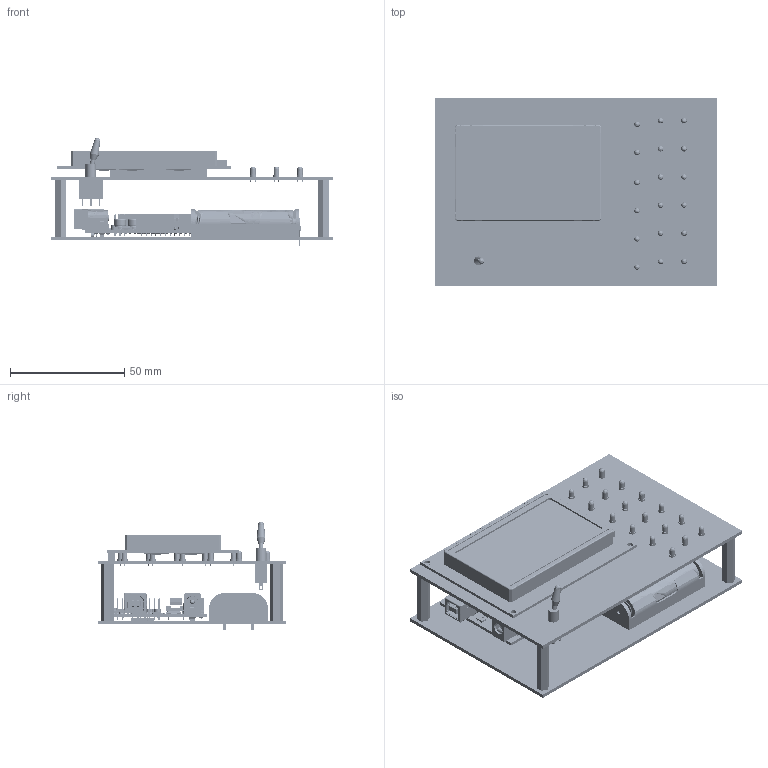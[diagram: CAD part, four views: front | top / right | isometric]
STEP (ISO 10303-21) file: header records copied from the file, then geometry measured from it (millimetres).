
FILE_DESCRIPTION(('FreeCAD Model'),'2;1');
FILE_NAME('Open CASCADE Shape Model','2025-04-29T16:18:28',('FreeCAD'),( 'FreeCAD'),'Open CASCADE STEP processor 7.6','FreeCAD','Unknown');
FILE_SCHEMA(('AUTOMOTIVE_DESIGN { 1 0 10303 214 1 1 1 1 }'));
Products named in the file (1): Open CASCADE STEP translator 7.6 1
Bounding box: 123.46 x 82.31 x 47.47 mm (x, y, z)
Volume: 76316.1 mm3; surface area: 92503.6 mm2
Topology: 199 solids, 199 shells, 10885 faces, 28416 edges, 18558 vertices
Faces by surface type: bspline 10885
Entity records: 362201 total; most frequent: CARTESIAN_POINT 192122, ORIENTED_EDGE 56598, EDGE_CURVE 28299, B_SPLINE_CURVE_WITH_KNOTS 23182, VERTEX_POINT 18558, FACE_BOUND 12041, EDGE_LOOP 12041, ADVANCED_FACE 10885
